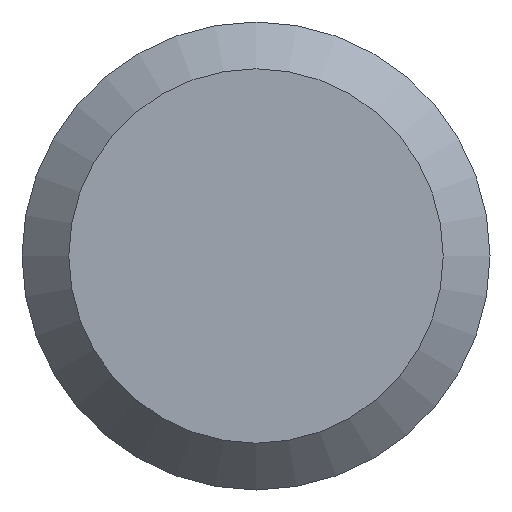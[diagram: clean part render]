
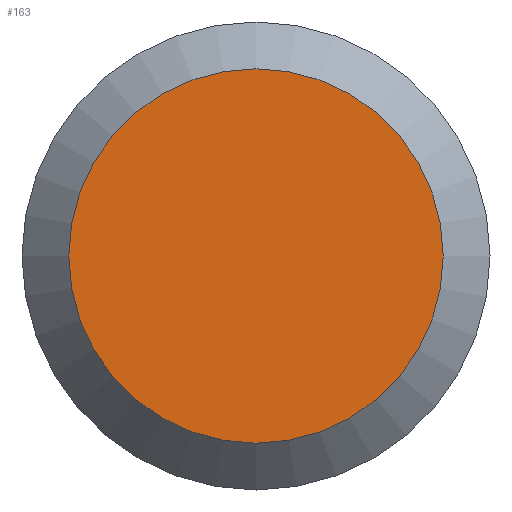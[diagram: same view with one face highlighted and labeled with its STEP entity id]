
A CAD part, left-side view. The second image highlights one B-rep face of the part: STEP entity #163.
In plain terms, the highlighted planar face has unit normal (-1, 0, 0).
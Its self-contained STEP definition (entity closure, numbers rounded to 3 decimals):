
#17 = DIRECTION ( 'NONE',  ( 0., 1., 0. ) ) ;
#23 = DIRECTION ( 'NONE',  ( 1., 0., 0. ) ) ;
#27 = ORIENTED_EDGE ( 'NONE', *, *, #197, .F. ) ;
#35 = VERTEX_POINT ( 'NONE', #121 ) ;
#38 = DIRECTION ( 'NONE',  ( 0., 1., 0. ) ) ;
#55 = AXIS2_PLACEMENT_3D ( 'NONE', #66, #23, #38 ) ;
#65 = EDGE_LOOP ( 'NONE', ( #27 ) ) ;
#66 = CARTESIAN_POINT ( 'NONE',  ( -63., 0., 0. ) ) ;
#71 = PLANE ( 'NONE',  #55 ) ;
#76 = CIRCLE ( 'NONE', #165, 3.2 ) ;
#103 = CARTESIAN_POINT ( 'NONE',  ( -63., 0., 0. ) ) ;
#120 = FACE_OUTER_BOUND ( 'NONE', #65, .T. ) ;
#121 = CARTESIAN_POINT ( 'NONE',  ( -63., 3.2, 0. ) ) ;
#133 = DIRECTION ( 'NONE',  ( 1., 0., 0. ) ) ;
#163 = ADVANCED_FACE ( 'NONE', ( #120 ), #71, .F. ) ;
#165 = AXIS2_PLACEMENT_3D ( 'NONE', #103, #133, #17 ) ;
#197 = EDGE_CURVE ( 'NONE', #35, #35, #76, .T. ) ;
